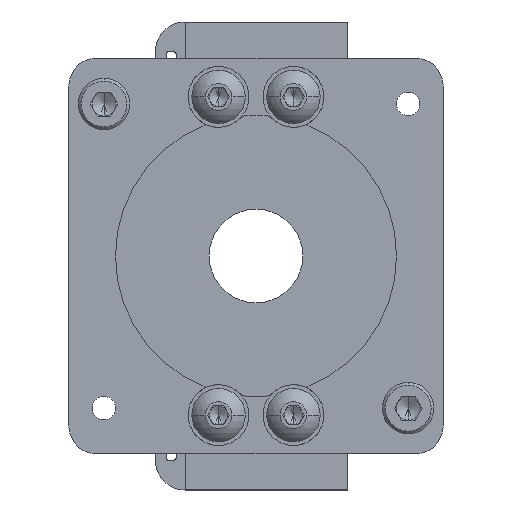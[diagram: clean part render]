
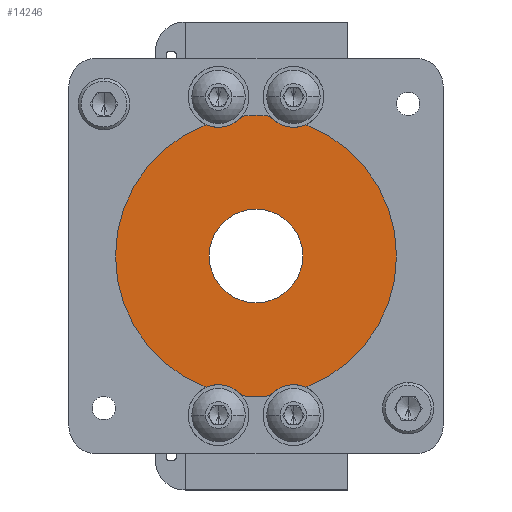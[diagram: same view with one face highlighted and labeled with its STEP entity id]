
A CAD part, left-side view. The second image highlights one B-rep face of the part: STEP entity #14246.
In plain terms, the highlighted planar face has unit normal (-1, 0, 0).
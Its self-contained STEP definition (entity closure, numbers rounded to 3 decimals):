
#243 = CARTESIAN_POINT ( 'NONE',  ( -21.025, 5.33, -14.035 ) ) ;
#659 = AXIS2_PLACEMENT_3D ( 'NONE', #11328, #23433, #21522 ) ;
#1038 = ORIENTED_EDGE ( 'NONE', *, *, #5001, .T. ) ;
#1292 = VERTEX_POINT ( 'NONE', #20305 ) ;
#1475 = FACE_OUTER_BOUND ( 'NONE', #6852, .T. ) ;
#1496 = CARTESIAN_POINT ( 'NONE',  ( -21.025, -4., 17. ) ) ;
#2062 = EDGE_CURVE ( 'NONE', #6556, #21110, #19572, .T. ) ;
#2072 = AXIS2_PLACEMENT_3D ( 'NONE', #2336, #15996, #15871 ) ;
#2154 = EDGE_CURVE ( 'NONE', #8223, #21110, #13069, .T. ) ;
#2336 = CARTESIAN_POINT ( 'NONE',  ( -21.025, -4., 17. ) ) ;
#2673 = CIRCLE ( 'NONE', #5520, 3.25 ) ;
#2865 = PLANE ( 'NONE',  #19481 ) ;
#3544 = CARTESIAN_POINT ( 'NONE',  ( -21.025, -4., 13.75 ) ) ;
#3933 = VERTEX_POINT ( 'NONE', #7392 ) ;
#3964 = ORIENTED_EDGE ( 'NONE', *, *, #18297, .T. ) ;
#4046 = ORIENTED_EDGE ( 'NONE', *, *, #24743, .T. ) ;
#4449 = DIRECTION ( 'NONE',  ( 0., 0., 1. ) ) ;
#4564 = CARTESIAN_POINT ( 'NONE',  ( -21.025, 0., -5. ) ) ;
#4686 = AXIS2_PLACEMENT_3D ( 'NONE', #17588, #5976, #19997 ) ;
#4738 = AXIS2_PLACEMENT_3D ( 'NONE', #5215, #6752, #9159 ) ;
#4746 = CARTESIAN_POINT ( 'NONE',  ( -21.025, -1.487, -14.939 ) ) ;
#5001 = EDGE_CURVE ( 'NONE', #23625, #1292, #5120, .T. ) ;
#5072 = DIRECTION ( 'NONE',  ( 0., 0., 1. ) ) ;
#5120 = CIRCLE ( 'NONE', #659, 3.25 ) ;
#5166 = ORIENTED_EDGE ( 'NONE', *, *, #20991, .F. ) ;
#5215 = CARTESIAN_POINT ( 'NONE',  ( -21.025, 0., 0. ) ) ;
#5520 = AXIS2_PLACEMENT_3D ( 'NONE', #8776, #14391, #5072 ) ;
#5528 = DIRECTION ( 'NONE',  ( 1., 0., 0. ) ) ;
#5659 = DIRECTION ( 'NONE',  ( 0., 0., 1. ) ) ;
#5670 = VERTEX_POINT ( 'NONE', #21614 ) ;
#5976 = DIRECTION ( 'NONE',  ( -1., 0., 0. ) ) ;
#5977 = CIRCLE ( 'NONE', #13708, 3.25 ) ;
#6000 = CIRCLE ( 'NONE', #8852, 5. ) ;
#6143 = CARTESIAN_POINT ( 'NONE',  ( -21.025, 5.33, 14.035 ) ) ;
#6447 = EDGE_CURVE ( 'NONE', #20818, #9476, #14569, .T. ) ;
#6556 = VERTEX_POINT ( 'NONE', #8837 ) ;
#6752 = DIRECTION ( 'NONE',  ( -1., 0., 0. ) ) ;
#6852 = EDGE_LOOP ( 'NONE', ( #5166, #12426, #15579, #24511, #18060, #23295, #3964, #1038, #8830, #10498, #7122, #24329, #7323 ) ) ;
#7122 = ORIENTED_EDGE ( 'NONE', *, *, #22144, .T. ) ;
#7232 = EDGE_LOOP ( 'NONE', ( #4046, #10234 ) ) ;
#7292 = VERTEX_POINT ( 'NONE', #6143 ) ;
#7323 = ORIENTED_EDGE ( 'NONE', *, *, #2062, .F. ) ;
#7392 = CARTESIAN_POINT ( 'NONE',  ( -21.025, 1.487, 14.939 ) ) ;
#7443 = DIRECTION ( 'NONE',  ( 1., 0., 0. ) ) ;
#7809 = AXIS2_PLACEMENT_3D ( 'NONE', #12796, #7443, #8976 ) ;
#8223 = VERTEX_POINT ( 'NONE', #3544 ) ;
#8345 = CARTESIAN_POINT ( 'NONE',  ( -21.025, -5.33, 14.035 ) ) ;
#8512 = CARTESIAN_POINT ( 'NONE',  ( -21.025, 0., 0. ) ) ;
#8573 = AXIS2_PLACEMENT_3D ( 'NONE', #17289, #25217, #23023 ) ;
#8776 = CARTESIAN_POINT ( 'NONE',  ( -21.025, 4., 17. ) ) ;
#8830 = ORIENTED_EDGE ( 'NONE', *, *, #20123, .T. ) ;
#8837 = CARTESIAN_POINT ( 'NONE',  ( -21.025, 0., 15.013 ) ) ;
#8852 = AXIS2_PLACEMENT_3D ( 'NONE', #19062, #5528, #4449 ) ;
#8976 = DIRECTION ( 'NONE',  ( 0., 0., 1. ) ) ;
#9051 = DIRECTION ( 'NONE',  ( 1., 0., 0. ) ) ;
#9159 = DIRECTION ( 'NONE',  ( 0., 0., 1. ) ) ;
#9476 = VERTEX_POINT ( 'NONE', #16357 ) ;
#9578 = CIRCLE ( 'NONE', #23458, 15.013 ) ;
#9672 = AXIS2_PLACEMENT_3D ( 'NONE', #19181, #9727, #5659 ) ;
#9727 = DIRECTION ( 'NONE',  ( 1., 0., 0. ) ) ;
#10093 = EDGE_CURVE ( 'NONE', #12936, #20818, #24636, .T. ) ;
#10234 = ORIENTED_EDGE ( 'NONE', *, *, #19469, .T. ) ;
#10498 = ORIENTED_EDGE ( 'NONE', *, *, #11116, .T. ) ;
#10558 = DIRECTION ( 'NONE',  ( 1., 0., 0. ) ) ;
#11009 = EDGE_CURVE ( 'NONE', #7292, #12936, #22618, .T. ) ;
#11116 = EDGE_CURVE ( 'NONE', #18438, #11763, #19350, .T. ) ;
#11305 = DIRECTION ( 'NONE',  ( 1., 0., 0. ) ) ;
#11328 = CARTESIAN_POINT ( 'NONE',  ( -21.025, -4., -17. ) ) ;
#11596 = AXIS2_PLACEMENT_3D ( 'NONE', #19259, #9051, #13386 ) ;
#11763 = VERTEX_POINT ( 'NONE', #8345 ) ;
#12426 = ORIENTED_EDGE ( 'NONE', *, *, #21067, .T. ) ;
#12492 = DIRECTION ( 'NONE',  ( 1., 0., 0. ) ) ;
#12591 = DIRECTION ( 'NONE',  ( -1., 0., 0. ) ) ;
#12796 = CARTESIAN_POINT ( 'NONE',  ( -21.025, 0., 0. ) ) ;
#12838 = DIRECTION ( 'NONE',  ( 0., 0., 1. ) ) ;
#12936 = VERTEX_POINT ( 'NONE', #243 ) ;
#13060 = DIRECTION ( 'NONE',  ( 0., 0., -1. ) ) ;
#13069 = CIRCLE ( 'NONE', #2072, 3.25 ) ;
#13369 = CARTESIAN_POINT ( 'NONE',  ( -21.025, -5.33, -14.035 ) ) ;
#13386 = DIRECTION ( 'NONE',  ( 0., 0., 1. ) ) ;
#13708 = AXIS2_PLACEMENT_3D ( 'NONE', #1496, #11305, #18828 ) ;
#14246 = ADVANCED_FACE ( 'NONE', ( #1475, #20359 ), #2865, .F. ) ;
#14336 = CARTESIAN_POINT ( 'NONE',  ( -21.025, 0., 5. ) ) ;
#14391 = DIRECTION ( 'NONE',  ( 1., 0., 0. ) ) ;
#14569 = CIRCLE ( 'NONE', #17437, 3.25 ) ;
#14946 = CIRCLE ( 'NONE', #4738, 15.013 ) ;
#14992 = CARTESIAN_POINT ( 'NONE',  ( -21.025, 0., 5. ) ) ;
#15161 = CIRCLE ( 'NONE', #7809, 5. ) ;
#15385 = CIRCLE ( 'NONE', #9672, 3.25 ) ;
#15579 = ORIENTED_EDGE ( 'NONE', *, *, #19346, .T. ) ;
#15871 = DIRECTION ( 'NONE',  ( 0., 0., 1. ) ) ;
#15996 = DIRECTION ( 'NONE',  ( 1., 0., 0. ) ) ;
#16103 = AXIS2_PLACEMENT_3D ( 'NONE', #8512, #12591, #12838 ) ;
#16191 = CARTESIAN_POINT ( 'NONE',  ( -21.025, 0., 0. ) ) ;
#16357 = CARTESIAN_POINT ( 'NONE',  ( -21.025, 1.487, -14.939 ) ) ;
#16877 = DIRECTION ( 'NONE',  ( 0., 0., 1. ) ) ;
#17140 = DIRECTION ( 'NONE',  ( 1., 0., 0. ) ) ;
#17289 = CARTESIAN_POINT ( 'NONE',  ( -21.025, 0., 0. ) ) ;
#17437 = AXIS2_PLACEMENT_3D ( 'NONE', #18907, #17140, #16877 ) ;
#17588 = CARTESIAN_POINT ( 'NONE',  ( -21.025, 0., 0. ) ) ;
#18060 = ORIENTED_EDGE ( 'NONE', *, *, #10093, .T. ) ;
#18100 = AXIS2_PLACEMENT_3D ( 'NONE', #22323, #12492, #18620 ) ;
#18297 = EDGE_CURVE ( 'NONE', #9476, #23625, #14946, .T. ) ;
#18438 = VERTEX_POINT ( 'NONE', #13369 ) ;
#18620 = DIRECTION ( 'NONE',  ( 0., 0., 1. ) ) ;
#18691 = DIRECTION ( 'NONE',  ( 1., 0., 0. ) ) ;
#18828 = DIRECTION ( 'NONE',  ( 0., 0., 1. ) ) ;
#18907 = CARTESIAN_POINT ( 'NONE',  ( -21.025, 4., -17. ) ) ;
#19062 = CARTESIAN_POINT ( 'NONE',  ( -21.025, 0., 0. ) ) ;
#19181 = CARTESIAN_POINT ( 'NONE',  ( -21.025, 4., 17. ) ) ;
#19259 = CARTESIAN_POINT ( 'NONE',  ( -21.025, -4., -17. ) ) ;
#19346 = EDGE_CURVE ( 'NONE', #5670, #7292, #15385, .T. ) ;
#19350 = CIRCLE ( 'NONE', #16103, 15.013 ) ;
#19469 = EDGE_CURVE ( 'NONE', #20995, #22490, #6000, .T. ) ;
#19481 = AXIS2_PLACEMENT_3D ( 'NONE', #14992, #18691, #13060 ) ;
#19572 = CIRCLE ( 'NONE', #8573, 15.013 ) ;
#19997 = DIRECTION ( 'NONE',  ( 0., 0., 1. ) ) ;
#20123 = EDGE_CURVE ( 'NONE', #1292, #18438, #22622, .T. ) ;
#20305 = CARTESIAN_POINT ( 'NONE',  ( -21.025, -4., -13.75 ) ) ;
#20359 = FACE_BOUND ( 'NONE', #7232, .T. ) ;
#20818 = VERTEX_POINT ( 'NONE', #23103 ) ;
#20890 = CARTESIAN_POINT ( 'NONE',  ( -21.025, -1.487, 14.939 ) ) ;
#20991 = EDGE_CURVE ( 'NONE', #3933, #6556, #9578, .T. ) ;
#20995 = VERTEX_POINT ( 'NONE', #4564 ) ;
#21067 = EDGE_CURVE ( 'NONE', #3933, #5670, #2673, .T. ) ;
#21110 = VERTEX_POINT ( 'NONE', #20890 ) ;
#21522 = DIRECTION ( 'NONE',  ( 0., 0., 1. ) ) ;
#21614 = CARTESIAN_POINT ( 'NONE',  ( -21.025, 4., 13.75 ) ) ;
#22144 = EDGE_CURVE ( 'NONE', #11763, #8223, #5977, .T. ) ;
#22323 = CARTESIAN_POINT ( 'NONE',  ( -21.025, 4., -17. ) ) ;
#22490 = VERTEX_POINT ( 'NONE', #14336 ) ;
#22618 = CIRCLE ( 'NONE', #4686, 15.013 ) ;
#22622 = CIRCLE ( 'NONE', #11596, 3.25 ) ;
#23023 = DIRECTION ( 'NONE',  ( 0., 0., 1. ) ) ;
#23103 = CARTESIAN_POINT ( 'NONE',  ( -21.025, 4., -13.75 ) ) ;
#23295 = ORIENTED_EDGE ( 'NONE', *, *, #6447, .T. ) ;
#23433 = DIRECTION ( 'NONE',  ( 1., 0., 0. ) ) ;
#23458 = AXIS2_PLACEMENT_3D ( 'NONE', #16191, #10558, #23982 ) ;
#23625 = VERTEX_POINT ( 'NONE', #4746 ) ;
#23982 = DIRECTION ( 'NONE',  ( 0., 0., 1. ) ) ;
#24329 = ORIENTED_EDGE ( 'NONE', *, *, #2154, .T. ) ;
#24511 = ORIENTED_EDGE ( 'NONE', *, *, #11009, .T. ) ;
#24636 = CIRCLE ( 'NONE', #18100, 3.25 ) ;
#24743 = EDGE_CURVE ( 'NONE', #22490, #20995, #15161, .T. ) ;
#25217 = DIRECTION ( 'NONE',  ( 1., 0., 0. ) ) ;
